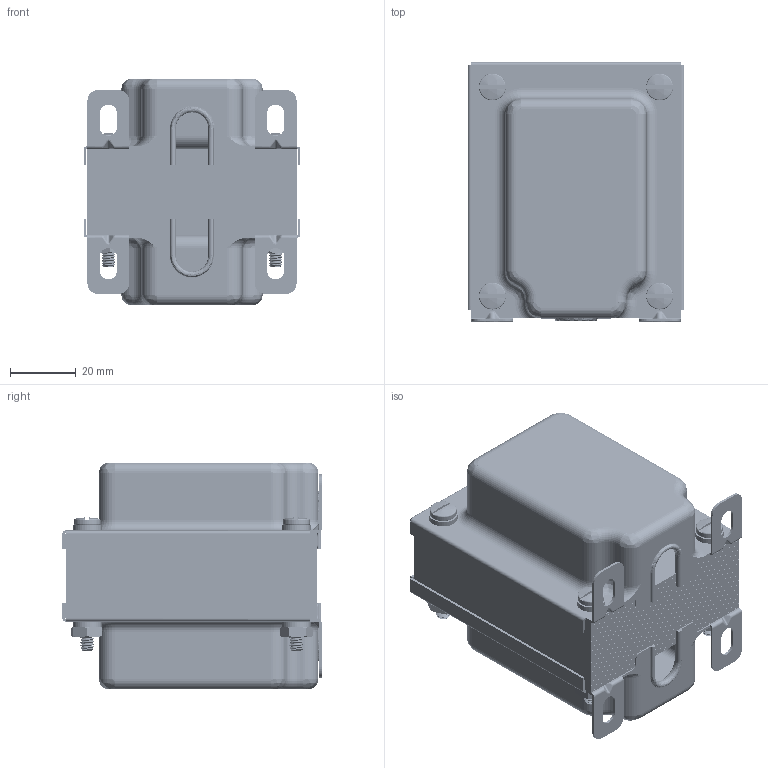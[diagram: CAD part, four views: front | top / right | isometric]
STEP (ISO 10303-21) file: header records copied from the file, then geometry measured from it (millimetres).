
FILE_DESCRIPTION(/* description */ (''),/* implementation_level */ '2;1');
FILE_NAME(/* name */ '15000-EI100-100VX.step',/* time_stamp */ '2024-01-18T13:44:32-07:00',/* author */ (''),/* organization */ (''),/* preprocessor_version */ 'ST-DEVELOPER v20',/* originating_system */ 'Autodesk Translation Framework v12.14.0.127',/* authorisation */ '');
FILE_SCHEMA (('AUTOMOTIVE_DESIGN { 1 0 10303 214 3 1 1 }'));
Products named in the file (4): 15000-EI100-100VX; 20000-EI100 v2; FM-100 (FM10264-368) (EI100) v6; 8-32 Standard Nut v1
Assembly tree (3 placements, depth 2):
  15000-EI100-100VX
    20000-EI100 v2
    FM-100 (FM10264-368) (EI100) v6
    8-32 Standard Nut v1
Bounding box: 65.81 x 78.71 x 68.93 mm (x, y, z)
Volume: 117811 mm3; surface area: 621919.3 mm2
Topology: 164 solids, 164 shells, 3188 faces, 8248 edges, 5392 vertices
Faces by surface type: plane 1710, cylinder 1242, bspline 114, cone 74, torus 40, sphere 8
Full cylindrical faces by diameter (mm): 3.134 x196, 4.166 x196, 4.394 x8, 5.207 x8, 5.556 x296, 8.179 x4, 8.738 x8
Entity records: 138991 total; most frequent: CARTESIAN_POINT 60669, ORIENTED_EDGE 16480, DIRECTION 15240, EDGE_CURVE 8240, VERTEX_POINT 5392, LINE 5260, VECTOR 5260, AXIS2_PLACEMENT_3D 4990
